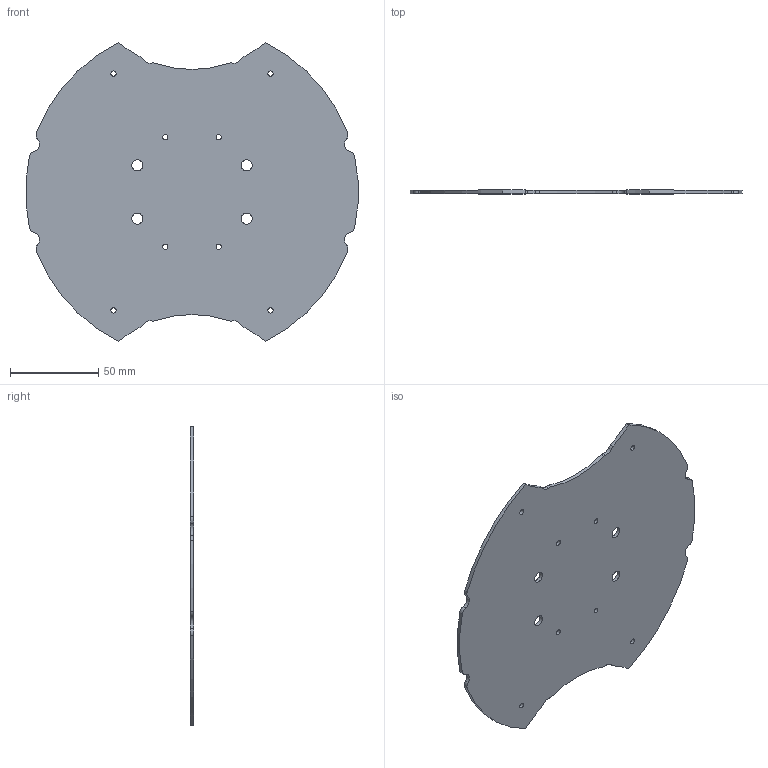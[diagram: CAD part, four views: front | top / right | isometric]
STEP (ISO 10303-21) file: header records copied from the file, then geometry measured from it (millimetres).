
FILE_DESCRIPTION(/* description */ (''),/* implementation_level */ '2;1');
FILE_NAME(/* name */ '041224.stp',/* time_stamp */ '2024-12-04T00:35:38+03:00',/* author */ ('Ivan'),/* organization */ (''),/* preprocessor_version */ 'ST-DEVELOPER v18',/* originating_system */ 'Autodesk Inventor 2020',/* authorisation */ '');
FILE_SCHEMA (('CONFIG_CONTROL_DESIGN'));
Length unit declared in the file: millimetre
Products named in the file (1): motherboard
Bounding box: 188.05 x 2 x 169.36 mm (x, y, z)
Volume: 49603 mm3; surface area: 51137.2 mm2
Topology: 1 solids, 1 shells, 50 faces, 160 edges, 115 vertices
Faces by surface type: cylinder 48, plane 2
Full cylindrical faces by diameter (mm): 3 x8, 6.2 x4
Entity records: 1958 total; most frequent: DIRECTION 372, CARTESIAN_POINT 324, ORIENTED_EDGE 312, AXIS2_PLACEMENT_3D 162, EDGE_CURVE 156, CIRCLE 111, VERTEX_POINT 108, EDGE_LOOP 74
